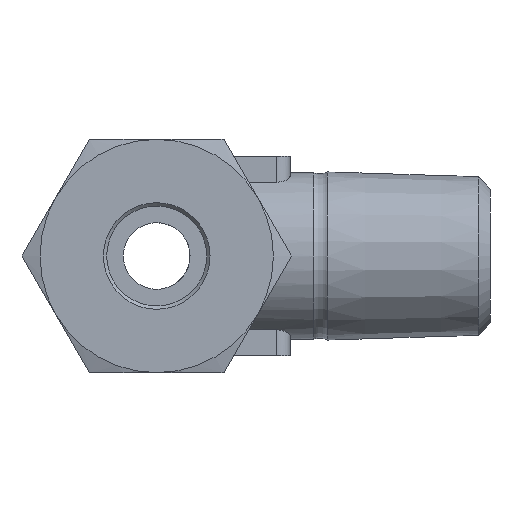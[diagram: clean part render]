
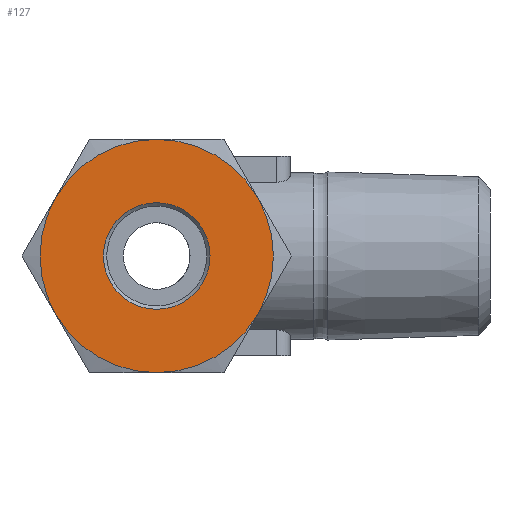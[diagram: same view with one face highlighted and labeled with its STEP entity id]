
A CAD part, left-side view. The second image highlights one B-rep face of the part: STEP entity #127.
In plain terms, the highlighted planar face has unit normal (-1, 0, 0).
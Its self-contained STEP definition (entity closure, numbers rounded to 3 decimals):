
#127 = ADVANCED_FACE( '', ( #290, #291 ), #292, .F. );
#290 = FACE_OUTER_BOUND( '', #513, .T. );
#291 = FACE_BOUND( '', #514, .T. );
#292 = PLANE( '', #515 );
#513 = EDGE_LOOP( '', ( #1031, #1032, #1033, #1034, #1035, #1036 ) );
#514 = EDGE_LOOP( '', ( #1037 ) );
#515 = AXIS2_PLACEMENT_3D( '', #1038, #1039, #1040 );
#1031 = ORIENTED_EDGE( '', *, *, #1491, .F. );
#1032 = ORIENTED_EDGE( '', *, *, #1492, .F. );
#1033 = ORIENTED_EDGE( '', *, *, #1493, .F. );
#1034 = ORIENTED_EDGE( '', *, *, #1494, .F. );
#1035 = ORIENTED_EDGE( '', *, *, #1490, .F. );
#1036 = ORIENTED_EDGE( '', *, *, #1495, .F. );
#1037 = ORIENTED_EDGE( '', *, *, #1366, .T. );
#1038 = CARTESIAN_POINT( '', ( -27., 0., 0. ) );
#1039 = DIRECTION( '', ( 1., 0., 0. ) );
#1040 = DIRECTION( '', ( 0., 0., -1. ) );
#1366 = EDGE_CURVE( '', #1610, #1610, #1611, .T. );
#1490 = EDGE_CURVE( '', #1818, #1731, #1820, .T. );
#1491 = EDGE_CURVE( '', #1821, #1746, #1822, .T. );
#1492 = EDGE_CURVE( '', #1764, #1821, #1823, .T. );
#1493 = EDGE_CURVE( '', #1824, #1764, #1825, .T. );
#1494 = EDGE_CURVE( '', #1731, #1824, #1826, .T. );
#1495 = EDGE_CURVE( '', #1746, #1818, #1827, .T. );
#1610 = VERTEX_POINT( '', #2054 );
#1611 = CIRCLE( '', #2055, 3.2 );
#1731 = VERTEX_POINT( '', #2265 );
#1746 = VERTEX_POINT( '', #2297 );
#1764 = VERTEX_POINT( '', #2337 );
#1818 = VERTEX_POINT( '', #2458 );
#1820 = CIRCLE( '', #2465, 7. );
#1821 = VERTEX_POINT( '', #2466 );
#1822 = CIRCLE( '', #2467, 7. );
#1823 = CIRCLE( '', #2468, 7. );
#1824 = VERTEX_POINT( '', #2469 );
#1825 = CIRCLE( '', #2470, 7. );
#1826 = CIRCLE( '', #2471, 7. );
#1827 = CIRCLE( '', #2472, 7. );
#2054 = CARTESIAN_POINT( '', ( -27., 0., -3.2 ) );
#2055 = AXIS2_PLACEMENT_3D( '', #2668, #2669, #2670 );
#2265 = CARTESIAN_POINT( '', ( -27., -6.062, 3.5 ) );
#2297 = CARTESIAN_POINT( '', ( -27., 6.062, 3.5 ) );
#2337 = CARTESIAN_POINT( '', ( -27., 0., -7. ) );
#2458 = CARTESIAN_POINT( '', ( -27., 0., 7. ) );
#2465 = AXIS2_PLACEMENT_3D( '', #2822, #2823, #2824 );
#2466 = CARTESIAN_POINT( '', ( -27., 6.062, -3.5 ) );
#2467 = AXIS2_PLACEMENT_3D( '', #2825, #2826, #2827 );
#2468 = AXIS2_PLACEMENT_3D( '', #2828, #2829, #2830 );
#2469 = CARTESIAN_POINT( '', ( -27., -6.062, -3.5 ) );
#2470 = AXIS2_PLACEMENT_3D( '', #2831, #2832, #2833 );
#2471 = AXIS2_PLACEMENT_3D( '', #2834, #2835, #2836 );
#2472 = AXIS2_PLACEMENT_3D( '', #2837, #2838, #2839 );
#2668 = CARTESIAN_POINT( '', ( -27., 0., 0. ) );
#2669 = DIRECTION( '', ( 1., 0., 0. ) );
#2670 = DIRECTION( '', ( 0., 0., -1. ) );
#2822 = CARTESIAN_POINT( '', ( -27., 0., 0. ) );
#2823 = DIRECTION( '', ( 1., 0., 0. ) );
#2824 = DIRECTION( '', ( 0., 0., -1. ) );
#2825 = CARTESIAN_POINT( '', ( -27., 0., 0. ) );
#2826 = DIRECTION( '', ( 1., 0., 0. ) );
#2827 = DIRECTION( '', ( 0., 0., -1. ) );
#2828 = CARTESIAN_POINT( '', ( -27., 0., 0. ) );
#2829 = DIRECTION( '', ( 1., 0., 0. ) );
#2830 = DIRECTION( '', ( 0., 0., -1. ) );
#2831 = CARTESIAN_POINT( '', ( -27., 0., 0. ) );
#2832 = DIRECTION( '', ( 1., 0., 0. ) );
#2833 = DIRECTION( '', ( 0., 0., -1. ) );
#2834 = CARTESIAN_POINT( '', ( -27., 0., 0. ) );
#2835 = DIRECTION( '', ( 1., 0., 0. ) );
#2836 = DIRECTION( '', ( 0., 0., -1. ) );
#2837 = CARTESIAN_POINT( '', ( -27., 0., 0. ) );
#2838 = DIRECTION( '', ( 1., 0., 0. ) );
#2839 = DIRECTION( '', ( 0., 0., -1. ) );
